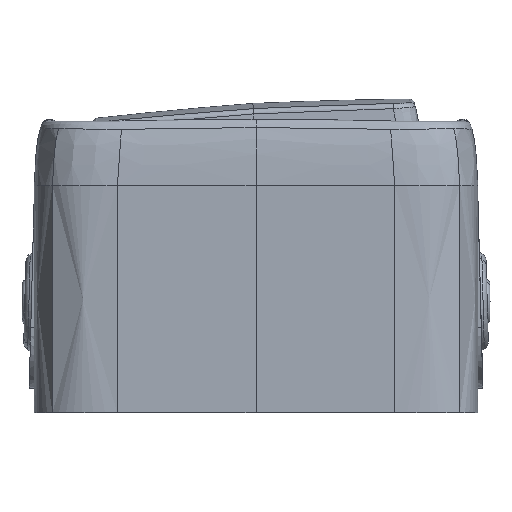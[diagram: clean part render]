
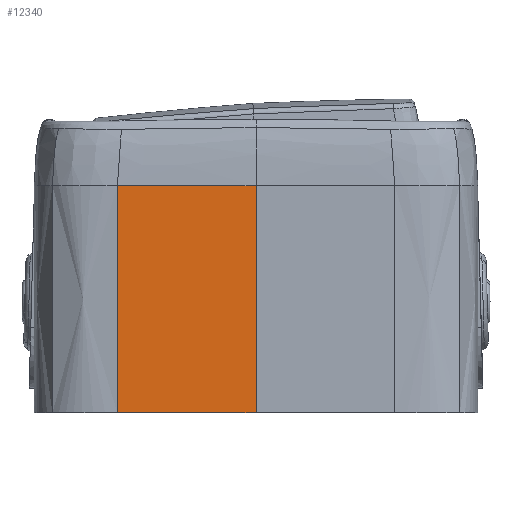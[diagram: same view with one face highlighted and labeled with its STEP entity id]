
A CAD part, left-side view. The second image highlights one B-rep face of the part: STEP entity #12340.
In plain terms, the highlighted planar face has unit normal (-1, 0, 0).
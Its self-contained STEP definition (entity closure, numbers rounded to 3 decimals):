
#12313=AXIS2_PLACEMENT_3D('Plane Axis2P3D',#12310,#12311,#12312) ;
#11793=CARTESIAN_POINT('Control Point',(-40.,25.,40.95)) ;
#11794=CARTESIAN_POINT('Control Point',(-40.,24.259,40.95)) ;
#11795=CARTESIAN_POINT('Control Point',(-40.,23.518,40.95)) ;
#11796=CARTESIAN_POINT('Control Point',(-40.,22.055,40.95)) ;
#11797=CARTESIAN_POINT('Control Point',(-40.,20.644,40.95)) ;
#11798=CARTESIAN_POINT('Control Point',(-40.,19.234,40.95)) ;
#11799=CARTESIAN_POINT('Control Point',(-40.,18.564,40.95)) ;
#11800=CARTESIAN_POINT('Control Point',(-40.,17.158,40.95)) ;
#11801=CARTESIAN_POINT('Control Point',(-40.,15.751,40.95)) ;
#11802=CARTESIAN_POINT('Control Point',(-40.,15.015,40.95)) ;
#11803=CARTESIAN_POINT('Control Point',(-40.,11.748,40.95)) ;
#11804=CARTESIAN_POINT('Control Point',(-40.,8.481,40.95)) ;
#11805=CARTESIAN_POINT('Control Point',(-40.,5.061,40.95)) ;
#11806=CARTESIAN_POINT('Control Point',(-40.,2.531,40.95)) ;
#11807=CARTESIAN_POINT('Control Point',(-40.,0.,40.95)) ;
#11808=CARTESIAN_POINT('Vertex',(-40.,0.,40.95)) ;
#11810=CARTESIAN_POINT('Vertex',(-40.,25.,40.95)) ;
#12310=CARTESIAN_POINT('Axis2P3D Location',(-40.,0.,40.95)) ;
#12315=CARTESIAN_POINT('Line Origine',(-40.,12.5,0.)) ;
#12319=CARTESIAN_POINT('Vertex',(-40.,25.,0.)) ;
#12321=CARTESIAN_POINT('Vertex',(-40.,0.,0.)) ;
#12324=CARTESIAN_POINT('Line Origine',(-40.,0.,20.475)) ;
#12329=CARTESIAN_POINT('Line Origine',(-40.,25.,20.475)) ;
#12311=DIRECTION('Axis2P3D Direction',(1.,0.,0.)) ;
#12312=DIRECTION('Axis2P3D XDirection',(0.,-1.,0.)) ;
#12316=DIRECTION('Vector Direction',(0.,-1.,0.)) ;
#12325=DIRECTION('Vector Direction',(0.,0.,-1.)) ;
#12330=DIRECTION('Vector Direction',(0.,0.,-1.)) ;
#12317=VECTOR('Line Direction',#12316,1.) ;
#12326=VECTOR('Line Direction',#12325,1.) ;
#12331=VECTOR('Line Direction',#12330,1.) ;
#12335=ORIENTED_EDGE('',*,*,#12323,.T.) ;
#12336=ORIENTED_EDGE('',*,*,#12328,.F.) ;
#12337=ORIENTED_EDGE('',*,*,#11812,.T.) ;
#12338=ORIENTED_EDGE('',*,*,#12333,.T.) ;
#12340=ADVANCED_FACE('Surface.202',(#12339),#12314,.F.) ;
#11792=B_SPLINE_CURVE_WITH_KNOTS('',5,(#11793,#11794,#11795,#11796,#11797,#11798,#11799,#11800,#11801,#11802,#11803,#11804,#11805,#11806,#11807),.UNSPECIFIED.,.F.,.U.,(6,3,3,3,6),(0.,3.652,6.952,10.582,23.051),.UNSPECIFIED.) ;
#11812=EDGE_CURVE('',#11809,#11811,#11792,.F.) ;
#12323=EDGE_CURVE('',#12320,#12322,#12318,.T.) ;
#12328=EDGE_CURVE('',#11809,#12322,#12327,.T.) ;
#12333=EDGE_CURVE('',#11811,#12320,#12332,.T.) ;
#12334=EDGE_LOOP('',(#12335,#12336,#12337,#12338)) ;
#12339=FACE_OUTER_BOUND('',#12334,.T.) ;
#12318=LINE('Line',#12315,#12317) ;
#12327=LINE('Line',#12324,#12326) ;
#12332=LINE('Line',#12329,#12331) ;
#12314=PLANE('',#12313) ;
#11809=VERTEX_POINT('',#11808) ;
#11811=VERTEX_POINT('',#11810) ;
#12320=VERTEX_POINT('',#12319) ;
#12322=VERTEX_POINT('',#12321) ;
